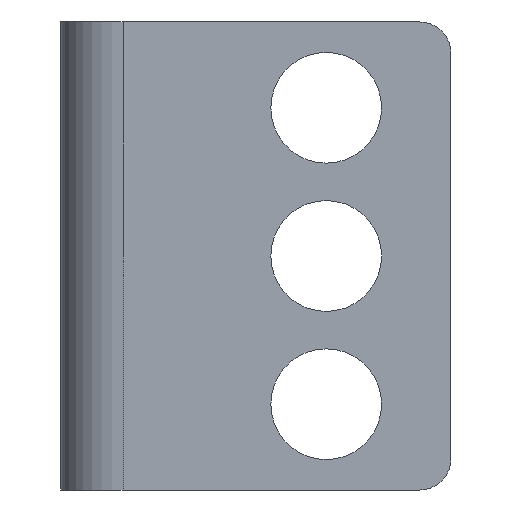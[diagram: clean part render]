
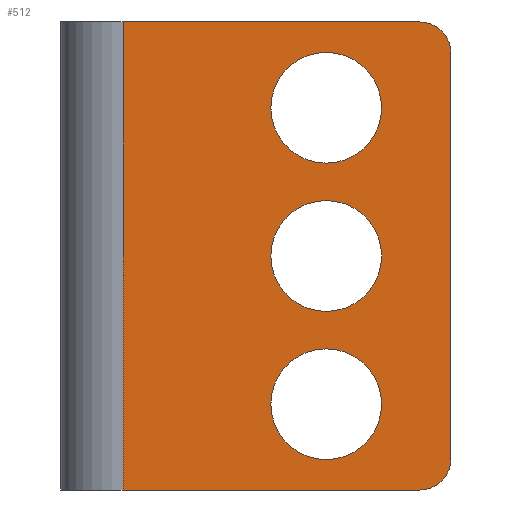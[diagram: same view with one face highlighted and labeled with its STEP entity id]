
A CAD part, front view. The second image highlights one B-rep face of the part: STEP entity #512.
In plain terms, the highlighted planar face has unit normal (0, -1, 0).
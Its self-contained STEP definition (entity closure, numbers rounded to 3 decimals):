
#1=CARTESIAN_POINT('',(23.,0.,28.));
#2=DIRECTION('',(0.,-1.,0.));
#3=DIRECTION('',(1.,0.,0.));
#4=AXIS2_PLACEMENT_3D('',#1,#2,#3);
#6=CARTESIAN_POINT('',(23.,0.,2.));
#7=DIRECTION('',(0.,-1.,0.));
#8=DIRECTION('',(0.,0.,-1.));
#9=AXIS2_PLACEMENT_3D('',#6,#7,#8);
#11=CARTESIAN_POINT('',(17.,0.,24.5));
#12=DIRECTION('',(0.,-1.,0.));
#13=DIRECTION('',(0.,0.,-1.));
#14=AXIS2_PLACEMENT_3D('',#11,#12,#13);
#16=CARTESIAN_POINT('',(17.,0.,24.5));
#17=DIRECTION('',(0.,-1.,0.));
#18=DIRECTION('',(0.,0.,1.));
#19=AXIS2_PLACEMENT_3D('',#16,#17,#18);
#21=CARTESIAN_POINT('',(17.,0.,15.));
#22=DIRECTION('',(0.,-1.,0.));
#23=DIRECTION('',(0.,0.,-1.));
#24=AXIS2_PLACEMENT_3D('',#21,#22,#23);
#26=CARTESIAN_POINT('',(17.,0.,15.));
#27=DIRECTION('',(0.,-1.,0.));
#28=DIRECTION('',(0.,0.,1.));
#29=AXIS2_PLACEMENT_3D('',#26,#27,#28);
#31=CARTESIAN_POINT('',(17.,0.,5.5));
#32=DIRECTION('',(0.,-1.,0.));
#33=DIRECTION('',(0.,0.,-1.));
#34=AXIS2_PLACEMENT_3D('',#31,#32,#33);
#36=CARTESIAN_POINT('',(17.,0.,5.5));
#37=DIRECTION('',(0.,-1.,0.));
#38=DIRECTION('',(0.,0.,1.));
#39=AXIS2_PLACEMENT_3D('',#36,#37,#38);
#45=DIRECTION('',(1.,0.,0.));
#46=VECTOR('',#45,19.019);
#47=CARTESIAN_POINT('',(3.981,0.,30.));
#48=LINE('',#47,#46);
#70=DIRECTION('',(0.,0.,1.));
#71=VECTOR('',#70,30.);
#72=CARTESIAN_POINT('',(3.981,0.,0.));
#73=LINE('',#72,#71);
#265=DIRECTION('',(1.,0.,0.));
#266=VECTOR('',#265,19.019);
#267=CARTESIAN_POINT('',(3.981,0.,0.));
#268=LINE('',#267,#266);
#281=DIRECTION('',(0.,0.,1.));
#282=VECTOR('',#281,26.);
#283=CARTESIAN_POINT('',(25.,0.,2.));
#284=LINE('',#283,#282);
#375=CARTESIAN_POINT('',(3.981,0.,30.));
#376=VERTEX_POINT('',#375);
#377=CARTESIAN_POINT('',(3.981,0.,0.));
#378=VERTEX_POINT('',#377);
#395=CARTESIAN_POINT('',(25.,0.,28.));
#396=CARTESIAN_POINT('',(23.,0.,30.));
#397=VERTEX_POINT('',#395);
#398=VERTEX_POINT('',#396);
#403=CARTESIAN_POINT('',(23.,0.,0.));
#404=CARTESIAN_POINT('',(25.,0.,2.));
#405=VERTEX_POINT('',#403);
#406=VERTEX_POINT('',#404);
#451=CARTESIAN_POINT('',(17.,0.,20.95));
#452=CARTESIAN_POINT('',(17.,0.,28.05));
#453=VERTEX_POINT('',#451);
#454=VERTEX_POINT('',#452);
#455=CARTESIAN_POINT('',(17.,0.,11.45));
#456=CARTESIAN_POINT('',(17.,0.,18.55));
#457=VERTEX_POINT('',#455);
#458=VERTEX_POINT('',#456);
#459=CARTESIAN_POINT('',(17.,0.,1.95));
#460=CARTESIAN_POINT('',(17.,0.,9.05));
#461=VERTEX_POINT('',#459);
#462=VERTEX_POINT('',#460);
#475=CARTESIAN_POINT('',(0.,0.,0.));
#476=DIRECTION('',(0.,-1.,0.));
#477=DIRECTION('',(1.,0.,0.));
#478=AXIS2_PLACEMENT_3D('',#475,#476,#477);
#479=PLANE('',#478);
#481=ORIENTED_EDGE('',*,*,#480,.F.);
#483=ORIENTED_EDGE('',*,*,#482,.F.);
#485=ORIENTED_EDGE('',*,*,#484,.F.);
#487=ORIENTED_EDGE('',*,*,#486,.F.);
#489=ORIENTED_EDGE('',*,*,#488,.T.);
#491=ORIENTED_EDGE('',*,*,#490,.T.);
#492=EDGE_LOOP('',(#481,#483,#485,#487,#489,#491));
#493=FACE_OUTER_BOUND('',#492,.F.);
#495=ORIENTED_EDGE('',*,*,#494,.T.);
#497=ORIENTED_EDGE('',*,*,#496,.T.);
#498=EDGE_LOOP('',(#495,#497));
#499=FACE_BOUND('',#498,.F.);
#501=ORIENTED_EDGE('',*,*,#500,.T.);
#503=ORIENTED_EDGE('',*,*,#502,.T.);
#504=EDGE_LOOP('',(#501,#503));
#505=FACE_BOUND('',#504,.F.);
#507=ORIENTED_EDGE('',*,*,#506,.T.);
#509=ORIENTED_EDGE('',*,*,#508,.T.);
#510=EDGE_LOOP('',(#507,#509));
#511=FACE_BOUND('',#510,.F.);
#512=ADVANCED_FACE('',(#493,#499,#505,#511),#479,.T.);
#5=CIRCLE('',#4,2.);
#10=CIRCLE('',#9,2.);
#15=CIRCLE('',#14,3.55);
#20=CIRCLE('',#19,3.55);
#25=CIRCLE('',#24,3.55);
#30=CIRCLE('',#29,3.55);
#35=CIRCLE('',#34,3.55);
#40=CIRCLE('',#39,3.55);
#480=EDGE_CURVE('',#397,#398,#5,.T.);
#482=EDGE_CURVE('',#406,#397,#284,.T.);
#484=EDGE_CURVE('',#405,#406,#10,.T.);
#486=EDGE_CURVE('',#378,#405,#268,.T.);
#488=EDGE_CURVE('',#378,#376,#73,.T.);
#490=EDGE_CURVE('',#376,#398,#48,.T.);
#494=EDGE_CURVE('',#453,#454,#15,.T.);
#496=EDGE_CURVE('',#454,#453,#20,.T.);
#500=EDGE_CURVE('',#457,#458,#25,.T.);
#502=EDGE_CURVE('',#458,#457,#30,.T.);
#506=EDGE_CURVE('',#461,#462,#35,.T.);
#508=EDGE_CURVE('',#462,#461,#40,.T.);
